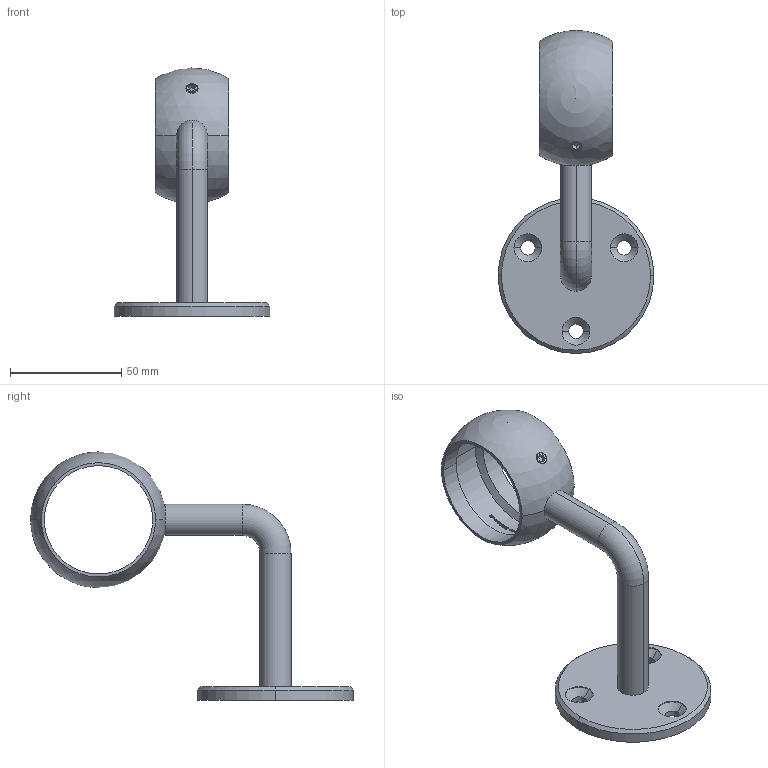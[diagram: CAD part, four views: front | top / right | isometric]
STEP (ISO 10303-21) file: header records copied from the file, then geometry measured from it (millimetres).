
FILE_DESCRIPTION (( 'STEP AP203' ), '1' );
FILE_NAME ('50240-240-48.STEP', '2020-09-08T11:14:58', ( '' ), ( '' ), 'SwSTEP 2.0', 'SolidWorks 2018', '' );
FILE_SCHEMA (( 'CONFIG_CONTROL_DESIGN' ));
Length unit declared in the file: millimetre
Products named in the file (12): socket countersunk head screw_din; socket countersunk head screw_din_DIN 7991 - M6 x 16 --- 16S; 50251-240_50251-240; 5024X-240 Teil2_50240-240-48 Teil2; 50251-240; socket set screw flat point_din_DIN 913 - M6 x 6-S; 50240-240-48; socket set screw flat point_din; 5024X-240 Teil1_50240-240-48 Teil1; 5024X-240 Teil1; 5024X-240 Teil2
Assembly tree (6 placements, depth 2):
  socket countersunk head screw_din
  socket countersunk head screw_din
  50251-240
  50240-240-48
    5024X-240 Teil1_50240-240-48 Teil1
    5024X-240 Teil2_50240-240-48 Teil2
    socket set screw flat point_din_DIN 913 - M6 x 6-S
    socket countersunk head screw_din_DIN 7991 - M6 x 16 --- 16S  x2
    50251-240_50251-240
  socket set screw flat point_din
Bounding box: 70 x 145 x 111.5 mm (x, y, z)
Volume: 57190.2 mm3; surface area: 29308.8 mm2
Topology: 6 solids, 6 shells, 831 faces, 2149 edges, 1385 vertices
Faces by surface type: plane 312, bspline 224, cone 158, cylinder 129, torus 6, sphere 2
Entity records: 34918 total; most frequent: CARTESIAN_POINT 17155, ORIENTED_EDGE 3788, DIRECTION 2851, EDGE_CURVE 1894, VERTEX_POINT 1233, LINE 1023, VECTOR 1023, AXIS2_PLACEMENT_3D 914
